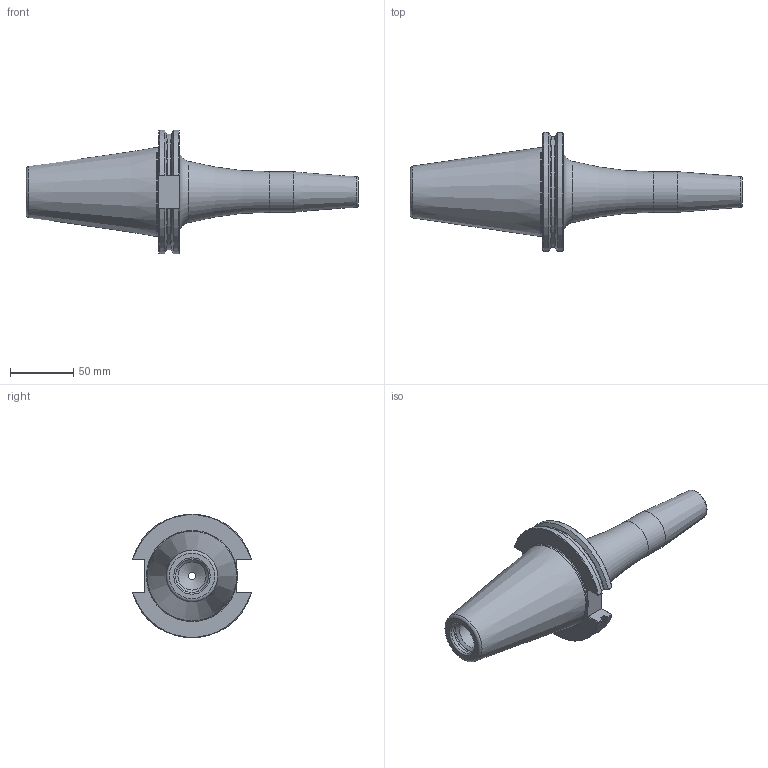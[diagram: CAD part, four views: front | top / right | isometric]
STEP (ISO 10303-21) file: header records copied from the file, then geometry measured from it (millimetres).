
FILE_DESCRIPTION(/* description */ (''),/* implementation_level */ '2;1');
FILE_NAME(/* name */ 'CAT50-SDM12-160.stp',/* time_stamp */ '2019-06-21T12:11:26-05:00',/* author */ ('ldfli'),/* organization */ (''),/* preprocessor_version */ 'ST-DEVELOPER v18',/* originating_system */ 'Autodesk Inventor LT',/* authorisation */ '');
FILE_SCHEMA (('AUTOMOTIVE_DESIGN { 1 0 10303 214 3 1 1 }'));
Length unit declared in the file: millimetre
Products named in the file (1): CAT50-SDM12-160
Bounding box: 261.62 x 93.8 x 97.14 mm (x, y, z)
Volume: 466394.3 mm3; surface area: 57361.8 mm2
Topology: 1 solids, 1 shells, 73 faces, 215 edges, 149 vertices
Faces by surface type: plane 31, cylinder 16, cone 15, torus 11
Full cylindrical faces by diameter (mm): 6 x1, 8.376 x1, 10 x1, 12 x1, 13 x1, 22.225 x1, 26.2 x1, 26.7 x1, 32 x1, 70.2 x1
Entity records: 2554 total; most frequent: CARTESIAN_POINT 558, ORIENTED_EDGE 430, DIRECTION 419, EDGE_CURVE 215, AXIS2_PLACEMENT_3D 170, VERTEX_POINT 149, CIRCLE 96, EDGE_LOOP 80
